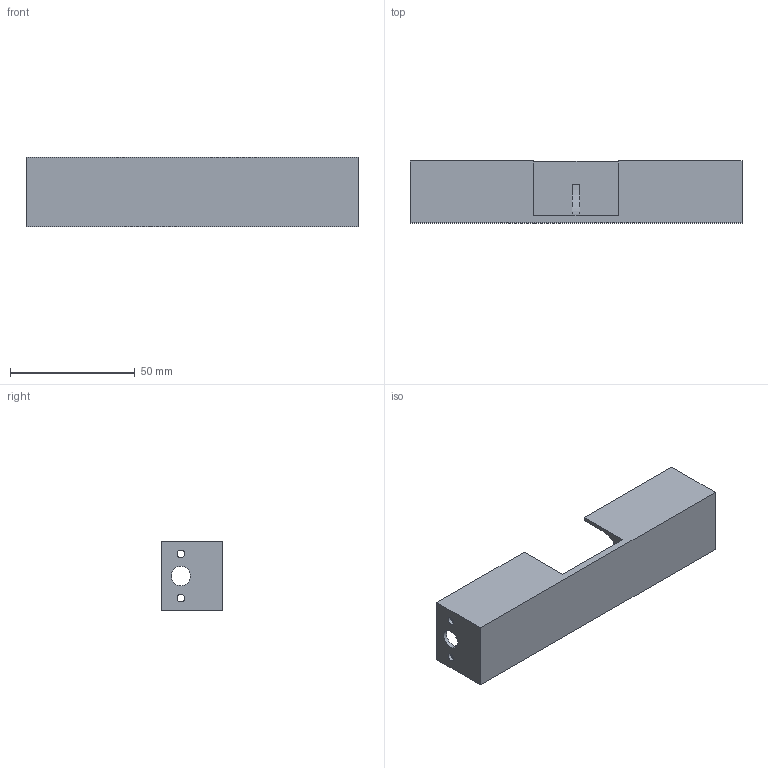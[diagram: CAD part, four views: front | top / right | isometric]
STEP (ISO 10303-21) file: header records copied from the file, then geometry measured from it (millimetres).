
FILE_DESCRIPTION(/* description */ (''),/* implementation_level */ '2;1');
FILE_NAME(/* name */ '5733f026-61be-405a-83db-2740995b61dd.stp',/* time_stamp */ '2023-09-28T23:25:20Z',/* author */ (''),/* organization */ (''),/* preprocessor_version */ 'ST-DEVELOPER v20',/* originating_system */ 'Autodesk Translation Framework v12.14.0.127',/* authorisation */ '');
FILE_SCHEMA (('AUTOMOTIVE_DESIGN { 1 0 10303 214 3 1 1 }'));
Length unit declared in the file: millimetre
Products named in the file (1): rear motor guard
Bounding box: 133 x 24.8 x 28 mm (x, y, z)
Volume: 20913.6 mm3; surface area: 20747.5 mm2
Topology: 1 solids, 1 shells, 33 faces, 91 edges, 60 vertices
Faces by surface type: plane 22, cylinder 11
Full cylindrical faces by diameter (mm): 3 x4, 7.75 x2
Entity records: 1110 total; most frequent: CARTESIAN_POINT 185, DIRECTION 183, ORIENTED_EDGE 182, EDGE_CURVE 91, LINE 67, VECTOR 67, VERTEX_POINT 60, AXIS2_PLACEMENT_3D 58
